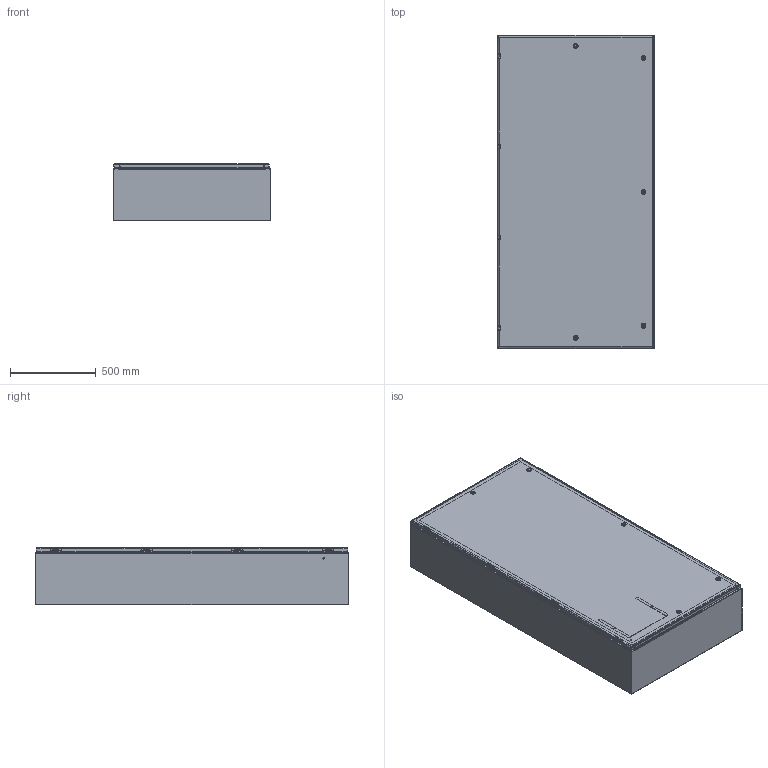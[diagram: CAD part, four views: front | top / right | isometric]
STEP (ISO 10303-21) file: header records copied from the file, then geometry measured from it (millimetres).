
FILE_DESCRIPTION (( 'STEP AP203' ), '1' );
FILE_NAME ('SCE-72EL3612LPLG.step', '2021-02-09T18:16:53', ( 'ADC123' ), ( 'Microsoft' ), 'SwSTEP 2.0', 'SolidWorks 2019', '' );
FILE_SCHEMA (( 'CONFIG_CONTROL_DESIGN' ));
Length unit declared in the file: inch
Products named in the file (1): SCE-72EL3612LPLG
Bounding box: 914.4 x 1828.8 x 336.71 mm (x, y, z)
Surface area: 14361508.7 mm2 (no closed solid volume)
Topology: 0 solids, 91 shells, 5207 faces, 13432 edges, 8435 vertices
Faces by surface type: plane 2557, cylinder 1466, bspline 1008, cone 124, torus 52
Full cylindrical faces by diameter (mm): 1.016 x4, 3.454 x4, 3.962 x4, 3.978 x4, 4.318 x12, 4.369 x8, 4.978 x16, 5 x5, 5.182 x8, 5.207 x8, 5.232 x8, 5.5 x5, 5.537 x4, 6.096 x8, 6.198 x8, 6.299 x4, 6.35 x8, 6.363 x2, 6.756 x12, 7.137 x4, 8.433 x8, 9.296 x8, 9.322 x8, 9.525 x8, 9.9 x5, 10 x5, 11.112 x4, 12.7 x8, 12.8 x5, 13.5 x5
Entity records: 210669 total; most frequent: CARTESIAN_POINT 95921, ORIENTED_EDGE 25119, DIRECTION 21025, EDGE_CURVE 12575, VERTEX_POINT 8177, AXIS2_PLACEMENT_3D 7176, VECTOR 6673, LINE 6673
